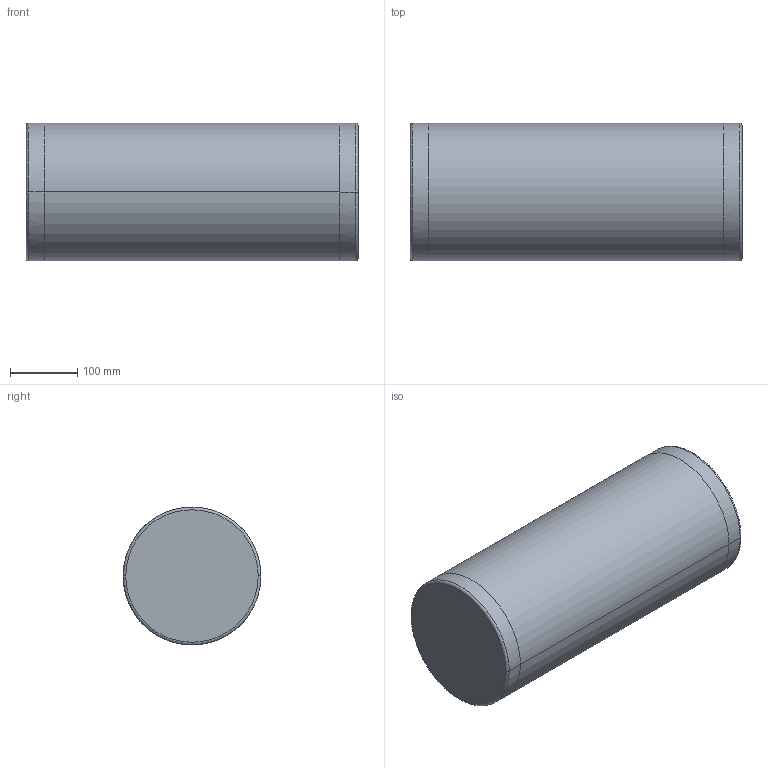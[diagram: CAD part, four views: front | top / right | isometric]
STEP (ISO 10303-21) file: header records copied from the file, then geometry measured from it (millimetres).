
FILE_DESCRIPTION(/* description */ (''),/* implementation_level */ '2;1');
FILE_NAME(/* name */ 'MELF(G~1',/* time_stamp */ '2019-11-08T11:35:26+08:00',/* author */ (''),/* organization */ (''),/* preprocessor_version */ 'ST-DEVELOPER v16.5',/* originating_system */ '',/* authorisation */ '');
FILE_SCHEMA (('AUTOMOTIVE_DESIGN'));
Length unit declared in the file: centimetre
Products named in the file (1): Document
Bounding box: 494.4 x 205.12 x 204.99 mm (x, y, z)
Surface area: 773328.4 mm2
Topology: 6 solids, 6 shells, 28 faces, 47 edges, 31 vertices
Faces by surface type: bspline 16, plane 12
Entity records: 946 total; most frequent: CARTESIAN_POINT 548, ORIENTED_EDGE 88, EDGE_CURVE 44, ADVANCED_FACE 28, FACE_OUTER_BOUND 28, EDGE_LOOP 28, VERTEX_POINT 28, DIRECTION 18
